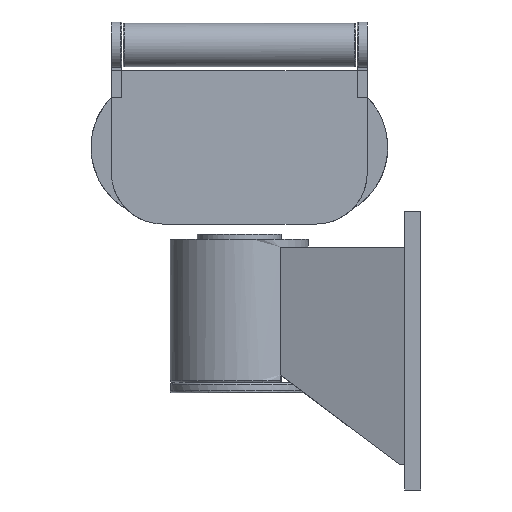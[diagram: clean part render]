
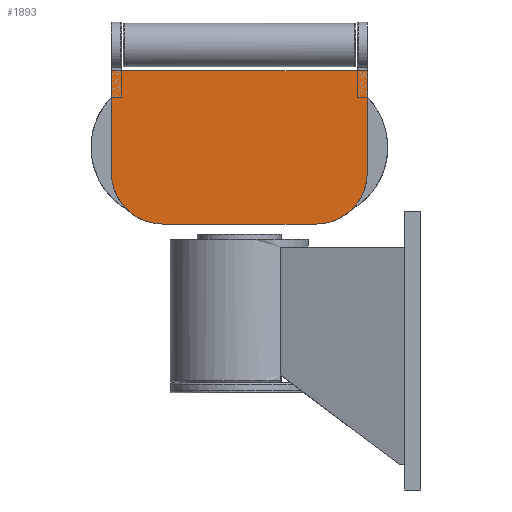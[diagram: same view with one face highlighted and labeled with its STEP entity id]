
A CAD part, left-side view. The second image highlights one B-rep face of the part: STEP entity #1893.
In plain terms, the highlighted free-form (B-spline) face has degree [1, 1] with [2, 2] control points.
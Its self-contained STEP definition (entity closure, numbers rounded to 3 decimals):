
#1829 = EDGE_CURVE('',#1830,#1832,#1834,.T.);
#1830 = VERTEX_POINT('',#1831);
#1831 = CARTESIAN_POINT('',(-96.681,130.987,
    433.503));
#1832 = VERTEX_POINT('',#1833);
#1833 = CARTESIAN_POINT('',(-96.681,255.736,
    308.754));
#1834 = ( BOUNDED_CURVE() B_SPLINE_CURVE(2,(#1835,#1836,#1837),
.UNSPECIFIED.,.F.,.F.) B_SPLINE_CURVE_WITH_KNOTS((3,3),(5.498,
7.069),.PIECEWISE_BEZIER_KNOTS.) CURVE() 
GEOMETRIC_REPRESENTATION_ITEM() RATIONAL_B_SPLINE_CURVE((1.,
0.707,1.)) REPRESENTATION_ITEM('') );
#1835 = CARTESIAN_POINT('',(-96.681,130.987,
    433.503));
#1836 = CARTESIAN_POINT('',(-96.681,130.987,
    308.754));
#1837 = CARTESIAN_POINT('',(-96.681,255.736,
    308.754));
#1870 = EDGE_CURVE('',#1871,#1832,#1873,.T.);
#1871 = VERTEX_POINT('',#1872);
#1872 = CARTESIAN_POINT('',(-96.681,629.983,
    308.754));
#1873 = B_SPLINE_CURVE_WITH_KNOTS('',1,(#1874,#1875),.UNSPECIFIED.,.F.,
  .F.,(2,2),(100.,400.),.PIECEWISE_BEZIER_KNOTS.);
#1874 = CARTESIAN_POINT('',(-96.681,629.983,
    308.754));
#1875 = CARTESIAN_POINT('',(-96.681,255.736,
    308.754));
#1893 = ADVANCED_FACE('',(#1894),#1925,.T.);
#1894 = FACE_BOUND('',#1895,.T.);
#1895 = EDGE_LOOP('',(#1896,#1897,#1904,#1911,#1918,#1924));
#1896 = ORIENTED_EDGE('',*,*,#1829,.F.);
#1897 = ORIENTED_EDGE('',*,*,#1898,.T.);
#1898 = EDGE_CURVE('',#1830,#1899,#1901,.T.);
#1899 = VERTEX_POINT('',#1900);
#1900 = CARTESIAN_POINT('',(-96.681,130.987,
    683.002));
#1901 = B_SPLINE_CURVE_WITH_KNOTS('',1,(#1902,#1903),.UNSPECIFIED.,.F.,
  .F.,(2,2),(100.,300.),.PIECEWISE_BEZIER_KNOTS.);
#1902 = CARTESIAN_POINT('',(-96.681,130.987,
    433.503));
#1903 = CARTESIAN_POINT('',(-96.681,130.987,
    683.002));
#1904 = ORIENTED_EDGE('',*,*,#1905,.T.);
#1905 = EDGE_CURVE('',#1899,#1906,#1908,.T.);
#1906 = VERTEX_POINT('',#1907);
#1907 = CARTESIAN_POINT('',(-96.681,754.733,
    683.002));
#1908 = B_SPLINE_CURVE_WITH_KNOTS('',1,(#1909,#1910),.UNSPECIFIED.,.F.,
  .F.,(2,2),(0.,500.),.PIECEWISE_BEZIER_KNOTS.);
#1909 = CARTESIAN_POINT('',(-96.681,130.987,
    683.002));
#1910 = CARTESIAN_POINT('',(-96.681,754.733,
    683.002));
#1911 = ORIENTED_EDGE('',*,*,#1912,.T.);
#1912 = EDGE_CURVE('',#1906,#1913,#1915,.T.);
#1913 = VERTEX_POINT('',#1914);
#1914 = CARTESIAN_POINT('',(-96.681,754.733,
    433.503));
#1915 = B_SPLINE_CURVE_WITH_KNOTS('',1,(#1916,#1917),.UNSPECIFIED.,.F.,
  .F.,(2,2),(0.,200.),.PIECEWISE_BEZIER_KNOTS.);
#1916 = CARTESIAN_POINT('',(-96.681,754.733,
    683.002));
#1917 = CARTESIAN_POINT('',(-96.681,754.733,
    433.503));
#1918 = ORIENTED_EDGE('',*,*,#1919,.F.);
#1919 = EDGE_CURVE('',#1871,#1913,#1920,.T.);
#1920 = ( BOUNDED_CURVE() B_SPLINE_CURVE(2,(#1921,#1922,#1923),
.UNSPECIFIED.,.F.,.F.) B_SPLINE_CURVE_WITH_KNOTS((3,3),(5.498,
7.069),.PIECEWISE_BEZIER_KNOTS.) CURVE() 
GEOMETRIC_REPRESENTATION_ITEM() RATIONAL_B_SPLINE_CURVE((1.,
0.707,1.)) REPRESENTATION_ITEM('') );
#1921 = CARTESIAN_POINT('',(-96.681,629.983,
    308.754));
#1922 = CARTESIAN_POINT('',(-96.681,754.733,
    308.754));
#1923 = CARTESIAN_POINT('',(-96.681,754.733,
    433.503));
#1924 = ORIENTED_EDGE('',*,*,#1870,.T.);
#1925 = B_SPLINE_SURFACE_WITH_KNOTS('',1,1,(
    (#1926,#1927)
    ,(#1928,#1929
    )),.UNSPECIFIED.,.F.,.F.,.F.,(2,2),(2,2),(-150.,150.),(-250.,250.),
  .PIECEWISE_BEZIER_KNOTS.);
#1926 = CARTESIAN_POINT('',(-96.681,130.987,
    308.754));
#1927 = CARTESIAN_POINT('',(-96.681,754.733,
    308.754));
#1928 = CARTESIAN_POINT('',(-96.681,130.987,
    683.002));
#1929 = CARTESIAN_POINT('',(-96.681,754.733,
    683.002));
